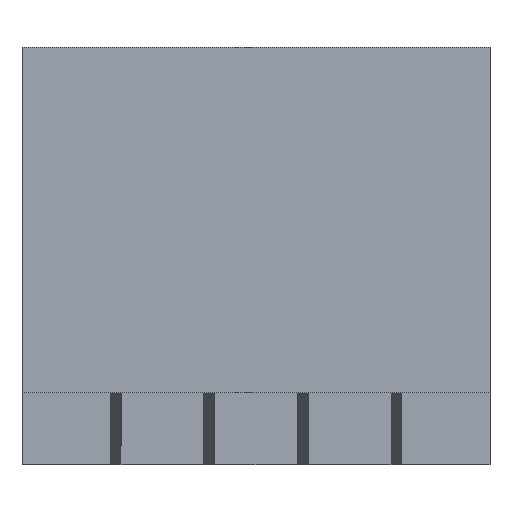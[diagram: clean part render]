
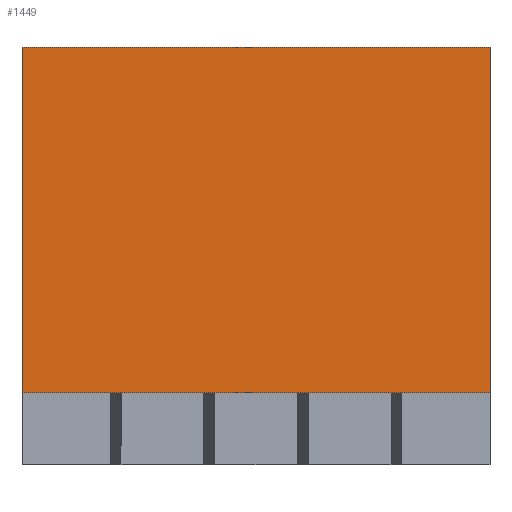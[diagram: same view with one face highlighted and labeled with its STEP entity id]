
A CAD part, front view. The second image highlights one B-rep face of the part: STEP entity #1449.
In plain terms, the highlighted planar face has unit normal (0, -1, 0).
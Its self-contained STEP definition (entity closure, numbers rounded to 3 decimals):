
#105 = VECTOR ( 'NONE', #1357, 1000. ) ;
#127 = EDGE_CURVE ( 'NONE', #1028, #1318, #1247, .T. ) ;
#331 = VECTOR ( 'NONE', #532, 1000. ) ;
#348 = EDGE_CURVE ( 'NONE', #666, #1028, #1108, .T. ) ;
#352 = VECTOR ( 'NONE', #476, 1000. ) ;
#377 = ORIENTED_EDGE ( 'NONE', *, *, #770, .F. ) ;
#417 = CARTESIAN_POINT ( 'NONE',  ( 1300., 0., -450. ) ) ;
#421 = CARTESIAN_POINT ( 'NONE',  ( 1300., 0., -480. ) ) ;
#427 = DIRECTION ( 'NONE',  ( 1., 0., 0. ) ) ;
#459 = AXIS2_PLACEMENT_3D ( 'NONE', #648, #1457, #1337 ) ;
#476 = DIRECTION ( 'NONE',  ( 0., 0., 1. ) ) ;
#497 = VERTEX_POINT ( 'NONE', #543 ) ;
#532 = DIRECTION ( 'NONE',  ( 0., 0., -1. ) ) ;
#543 = CARTESIAN_POINT ( 'NONE',  ( 0., 0., 480. ) ) ;
#648 = CARTESIAN_POINT ( 'NONE',  ( 0., 0., 0. ) ) ;
#659 = PLANE ( 'NONE',  #459 ) ;
#666 = VERTEX_POINT ( 'NONE', #1160 ) ;
#671 = CARTESIAN_POINT ( 'NONE',  ( 1300., 0., -480. ) ) ;
#716 = CARTESIAN_POINT ( 'NONE',  ( 0., 0., -450. ) ) ;
#766 = CARTESIAN_POINT ( 'NONE',  ( 1300., 0., 480. ) ) ;
#770 = EDGE_CURVE ( 'NONE', #1318, #497, #1045, .T. ) ;
#797 = VECTOR ( 'NONE', #427, 1000. ) ;
#929 = EDGE_LOOP ( 'NONE', ( #982, #1451, #377, #1073 ) ) ;
#968 = CARTESIAN_POINT ( 'NONE',  ( 0., 0., -480. ) ) ;
#982 = ORIENTED_EDGE ( 'NONE', *, *, #348, .F. ) ;
#1028 = VERTEX_POINT ( 'NONE', #421 ) ;
#1045 = LINE ( 'NONE', #716, #352 ) ;
#1073 = ORIENTED_EDGE ( 'NONE', *, *, #127, .F. ) ;
#1108 = LINE ( 'NONE', #417, #331 ) ;
#1160 = CARTESIAN_POINT ( 'NONE',  ( 1300., 0., 480. ) ) ;
#1224 = FACE_OUTER_BOUND ( 'NONE', #929, .T. ) ;
#1247 = LINE ( 'NONE', #671, #105 ) ;
#1318 = VERTEX_POINT ( 'NONE', #968 ) ;
#1337 = DIRECTION ( 'NONE',  ( 0., 0., 1. ) ) ;
#1357 = DIRECTION ( 'NONE',  ( -1., 0., 0. ) ) ;
#1449 = ADVANCED_FACE ( 'NONE', ( #1224 ), #659, .F. ) ;
#1451 = ORIENTED_EDGE ( 'NONE', *, *, #1476, .F. ) ;
#1457 = DIRECTION ( 'NONE',  ( 0., 1., 0. ) ) ;
#1464 = LINE ( 'NONE', #766, #797 ) ;
#1476 = EDGE_CURVE ( 'NONE', #497, #666, #1464, .T. ) ;
